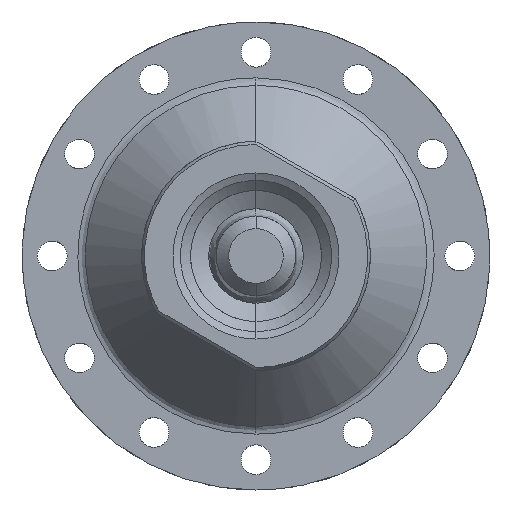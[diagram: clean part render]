
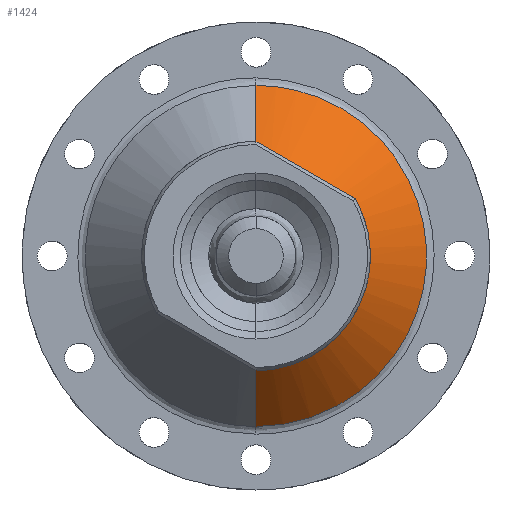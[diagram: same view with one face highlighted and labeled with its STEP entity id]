
A CAD part, left-side view. The second image highlights one B-rep face of the part: STEP entity #1424.
In plain terms, the highlighted free-form (B-spline) face has degree [2, 1] with [5, 2] control points.
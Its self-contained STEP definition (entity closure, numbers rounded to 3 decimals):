
#171 = VERTEX_POINT('',#172);
#172 = CARTESIAN_POINT('',(-67.715,51.134,
    37.267));
#179 = VERTEX_POINT('',#180);
#180 = CARTESIAN_POINT('',(-67.715,51.134,
    -37.267));
#309 = VERTEX_POINT('',#310);
#310 = CARTESIAN_POINT('',(-88.074,51.134,
    -20.184));
#317 = VERTEX_POINT('',#318);
#318 = CARTESIAN_POINT('',(-88.074,51.134,
    20.184));
#1424 = ADVANCED_FACE('',(#1425),#1453,.T.);
#1425 = FACE_BOUND('',#1426,.T.);
#1426 = EDGE_LOOP('',(#1427,#1435,#1440,#1448));
#1427 = ORIENTED_EDGE('',*,*,#1428,.T.);
#1428 = EDGE_CURVE('',#317,#309,#1429,.T.);
#1429 = ( BOUNDED_CURVE() B_SPLINE_CURVE(2,(#1430,#1431,#1432,#1433,
#1434),.UNSPECIFIED.,.F.,.F.) B_SPLINE_CURVE_WITH_KNOTS((3,2,3),(
    3.142,4.712,6.283),
.PIECEWISE_BEZIER_KNOTS.) CURVE() GEOMETRIC_REPRESENTATION_ITEM() 
RATIONAL_B_SPLINE_CURVE((1.,0.707,1.,0.707,1.)) 
REPRESENTATION_ITEM('') );
#1430 = CARTESIAN_POINT('',(-88.074,51.134,
    20.184));
#1431 = CARTESIAN_POINT('',(-88.074,30.949,
    20.184));
#1432 = CARTESIAN_POINT('',(-88.074,30.949,
    0.));
#1433 = CARTESIAN_POINT('',(-88.074,30.949,
    -20.184));
#1434 = CARTESIAN_POINT('',(-88.074,51.134,
    -20.184));
#1435 = ORIENTED_EDGE('',*,*,#1436,.T.);
#1436 = EDGE_CURVE('',#309,#179,#1437,.T.);
#1437 = B_SPLINE_CURVE_WITH_KNOTS('',1,(#1438,#1439),.UNSPECIFIED.,.F.,
  .F.,(2,2),(-4.076,27.08),.PIECEWISE_BEZIER_KNOTS.);
#1438 = CARTESIAN_POINT('',(-88.074,51.134,
    -20.184));
#1439 = CARTESIAN_POINT('',(-67.715,51.134,
    -37.267));
#1440 = ORIENTED_EDGE('',*,*,#1441,.T.);
#1441 = EDGE_CURVE('',#179,#171,#1442,.T.);
#1442 = ( BOUNDED_CURVE() B_SPLINE_CURVE(2,(#1443,#1444,#1445,#1446,
#1447),.UNSPECIFIED.,.F.,.F.) B_SPLINE_CURVE_WITH_KNOTS((3,2,3),(0.,
1.571,3.142),.PIECEWISE_BEZIER_KNOTS.) CURVE() 
GEOMETRIC_REPRESENTATION_ITEM() RATIONAL_B_SPLINE_CURVE((1.,
0.707,1.,0.707,1.)) REPRESENTATION_ITEM('') );
#1443 = CARTESIAN_POINT('',(-67.715,51.134,
    -37.267));
#1444 = CARTESIAN_POINT('',(-67.715,13.866,
    -37.267));
#1445 = CARTESIAN_POINT('',(-67.715,13.866,
    0.));
#1446 = CARTESIAN_POINT('',(-67.715,13.866,
    37.267));
#1447 = CARTESIAN_POINT('',(-67.715,51.134,
    37.267));
#1448 = ORIENTED_EDGE('',*,*,#1449,.F.);
#1449 = EDGE_CURVE('',#317,#171,#1450,.T.);
#1450 = B_SPLINE_CURVE_WITH_KNOTS('',1,(#1451,#1452),.UNSPECIFIED.,.F.,
  .F.,(2,2),(-4.076,27.08),.PIECEWISE_BEZIER_KNOTS.);
#1451 = CARTESIAN_POINT('',(-88.074,51.134,
    20.184));
#1452 = CARTESIAN_POINT('',(-67.715,51.134,
    37.267));
#1453 = ( BOUNDED_SURFACE() B_SPLINE_SURFACE(2,1,(
    (#1454,#1455)
    ,(#1456,#1457)
    ,(#1458,#1459)
    ,(#1460,#1461)
    ,(#1462,#1463
)),.UNSPECIFIED.,.F.,.F.,.F.) B_SPLINE_SURFACE_WITH_KNOTS((3,2,3),(2,2),
  (0.,1.571,3.142),(-4.076,27.08),
.PIECEWISE_BEZIER_KNOTS.) GEOMETRIC_REPRESENTATION_ITEM() 
RATIONAL_B_SPLINE_SURFACE((
    (1.,1.)
    ,(0.707,0.707)
    ,(1.,1.)
    ,(0.707,0.707)
,(1.,1.))) REPRESENTATION_ITEM('') SURFACE() );
#1454 = CARTESIAN_POINT('',(-88.074,51.134,
    20.184));
#1455 = CARTESIAN_POINT('',(-67.715,51.134,
    37.267));
#1456 = CARTESIAN_POINT('',(-88.074,30.949,
    20.184));
#1457 = CARTESIAN_POINT('',(-67.715,13.866,
    37.267));
#1458 = CARTESIAN_POINT('',(-88.074,30.949,
    0.));
#1459 = CARTESIAN_POINT('',(-67.715,13.866,
    0.));
#1460 = CARTESIAN_POINT('',(-88.074,30.949,
    -20.184));
#1461 = CARTESIAN_POINT('',(-67.715,13.866,
    -37.267));
#1462 = CARTESIAN_POINT('',(-88.074,51.134,
    -20.184));
#1463 = CARTESIAN_POINT('',(-67.715,51.134,
    -37.267));
